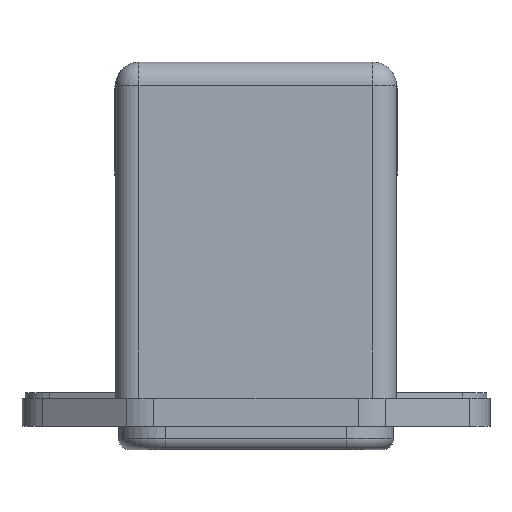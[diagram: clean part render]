
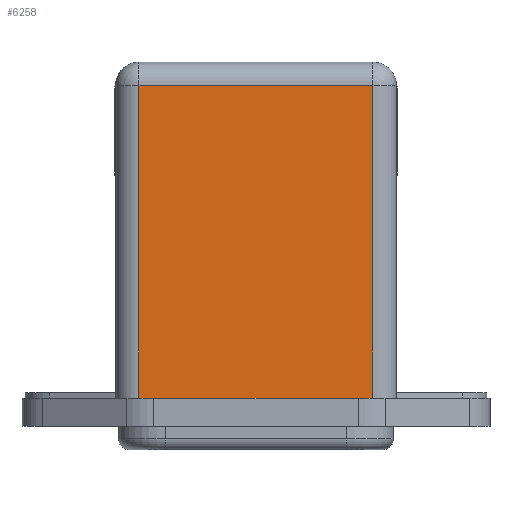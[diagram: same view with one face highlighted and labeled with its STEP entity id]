
A CAD part, top view. The second image highlights one B-rep face of the part: STEP entity #6258.
In plain terms, the highlighted face is planar.
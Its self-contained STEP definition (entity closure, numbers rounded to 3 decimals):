
#84=PLANE($,#6650);
#406=LINE($,#9109,#1166);
#407=LINE($,#9111,#1167);
#408=LINE($,#9113,#1168);
#409=LINE($,#9114,#1169);
#1166=VECTOR($,#7260,25.);
#1167=VECTOR($,#7261,33.4);
#1168=VECTOR($,#7262,25.);
#1169=VECTOR($,#7263,33.4);
#1902=FACE_OUTER_BOUND($,#2263,.T.);
#2263=EDGE_LOOP($,(#4386,#4387,#4388,#4389));
#2854=VERTEX_POINT($,#9107);
#2855=VERTEX_POINT($,#9108);
#2856=VERTEX_POINT($,#9110);
#2857=VERTEX_POINT($,#9112);
#3454=EDGE_CURVE($,#2854,#2855,#406,.T.);
#3455=EDGE_CURVE($,#2855,#2856,#407,.T.);
#3456=EDGE_CURVE($,#2857,#2856,#408,.T.);
#3457=EDGE_CURVE($,#2857,#2854,#409,.T.);
#4386=ORIENTED_EDGE($,*,*,#3454,.T.);
#4387=ORIENTED_EDGE($,*,*,#3455,.T.);
#4388=ORIENTED_EDGE($,*,*,#3456,.F.);
#4389=ORIENTED_EDGE($,*,*,#3457,.T.);
#6258=ADVANCED_FACE($,(#1902),#84,.F.);
#6650=AXIS2_PLACEMENT_3D($,#9106,#7258,#7259);
#7258=DIRECTION('center_axis',(0.,-1.,0.));
#7259=DIRECTION('ref_axis',(0.,0.,-1.));
#7260=DIRECTION($,(-1.,0.,0.));
#7261=DIRECTION($,(0.,0.,1.));
#7262=DIRECTION($,(-1.,0.,0.));
#7263=DIRECTION($,(0.,0.,-1.));
#9106=CARTESIAN_POINT('Origin',(-15.,10.075,35.9));
#9107=CARTESIAN_POINT('',(12.5,10.075,2.5));
#9108=CARTESIAN_POINT('',(-12.5,10.075,2.5));
#9109=CARTESIAN_POINT($,(-15.,10.075,2.5));
#9110=CARTESIAN_POINT('',(-12.5,10.075,35.9));
#9111=CARTESIAN_POINT($,(-12.5,10.075,35.9));
#9112=CARTESIAN_POINT('',(12.5,10.075,35.9));
#9113=CARTESIAN_POINT($,(-15.,10.075,35.9));
#9114=CARTESIAN_POINT($,(12.5,10.075,35.9));
